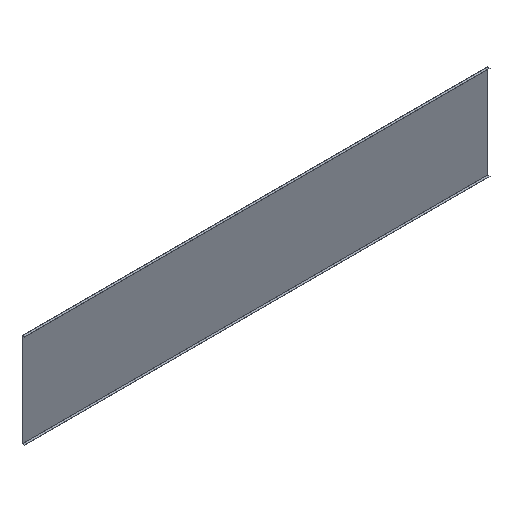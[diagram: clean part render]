
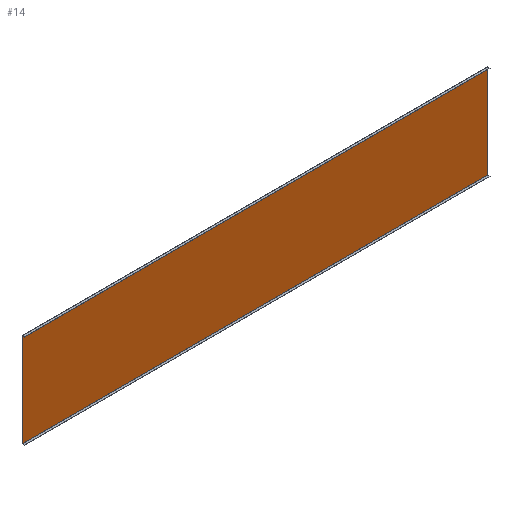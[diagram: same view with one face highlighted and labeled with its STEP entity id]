
A CAD part, isometric view. The second image highlights one B-rep face of the part: STEP entity #14.
In plain terms, the highlighted planar face has unit normal (0, -1, 0).
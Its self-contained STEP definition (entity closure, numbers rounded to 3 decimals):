
#3 = EDGE_CURVE ( 'NONE', #330, #74, #328, .T. ) ;
#12 = LINE ( 'NONE', #281, #242 ) ;
#14 = ADVANCED_FACE ( 'NONE', ( #183 ), #203, .T. ) ;
#19 = DIRECTION ( 'NONE',  ( 0., 0., -1. ) ) ;
#40 = EDGE_CURVE ( 'NONE', #364, #334, #12, .T. ) ;
#48 = ORIENTED_EDGE ( 'NONE', *, *, #3, .T. ) ;
#64 = CARTESIAN_POINT ( 'NONE',  ( 1492.5, 0., 599. ) ) ;
#66 = EDGE_LOOP ( 'NONE', ( #48, #153, #259, #221 ) ) ;
#74 = VERTEX_POINT ( 'NONE', #257 ) ;
#77 = EDGE_CURVE ( 'NONE', #334, #74, #170, .T. ) ;
#79 = DIRECTION ( 'NONE',  ( 0., 0., -1. ) ) ;
#91 = LINE ( 'NONE', #215, #245 ) ;
#153 = ORIENTED_EDGE ( 'NONE', *, *, #77, .F. ) ;
#170 = LINE ( 'NONE', #339, #230 ) ;
#171 = DIRECTION ( 'NONE',  ( 0., 0., -1. ) ) ;
#183 = FACE_OUTER_BOUND ( 'NONE', #66, .T. ) ;
#203 = PLANE ( 'NONE',  #214 ) ;
#214 = AXIS2_PLACEMENT_3D ( 'NONE', #308, #338, #171 ) ;
#215 = CARTESIAN_POINT ( 'NONE',  ( 0., 0., 599. ) ) ;
#221 = ORIENTED_EDGE ( 'NONE', *, *, #297, .F. ) ;
#230 = VECTOR ( 'NONE', #340, 1000. ) ;
#242 = VECTOR ( 'NONE', #79, 1000. ) ;
#244 = CARTESIAN_POINT ( 'NONE',  ( 1492.5, 0., -1. ) ) ;
#245 = VECTOR ( 'NONE', #349, 1000. ) ;
#254 = VECTOR ( 'NONE', #19, 1000. ) ;
#257 = CARTESIAN_POINT ( 'NONE',  ( -1492.5, 0., -1. ) ) ;
#259 = ORIENTED_EDGE ( 'NONE', *, *, #40, .F. ) ;
#281 = CARTESIAN_POINT ( 'NONE',  ( 1492.5, 0., 598. ) ) ;
#297 = EDGE_CURVE ( 'NONE', #330, #364, #91, .T. ) ;
#308 = CARTESIAN_POINT ( 'NONE',  ( -1492.5, 0., 598. ) ) ;
#328 = LINE ( 'NONE', #337, #254 ) ;
#330 = VERTEX_POINT ( 'NONE', #350 ) ;
#334 = VERTEX_POINT ( 'NONE', #244 ) ;
#337 = CARTESIAN_POINT ( 'NONE',  ( -1492.5, 0., 598. ) ) ;
#338 = DIRECTION ( 'NONE',  ( 0., -1., 0. ) ) ;
#339 = CARTESIAN_POINT ( 'NONE',  ( 0., 0., -1. ) ) ;
#340 = DIRECTION ( 'NONE',  ( -1., 0., 0. ) ) ;
#349 = DIRECTION ( 'NONE',  ( 1., 0., 0. ) ) ;
#350 = CARTESIAN_POINT ( 'NONE',  ( -1492.5, 0., 599. ) ) ;
#364 = VERTEX_POINT ( 'NONE', #64 ) ;
